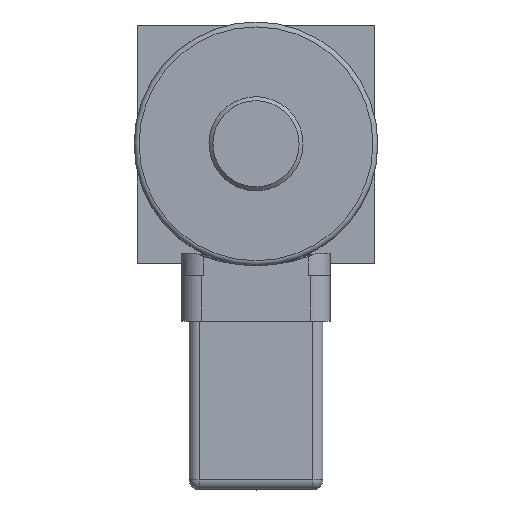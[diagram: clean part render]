
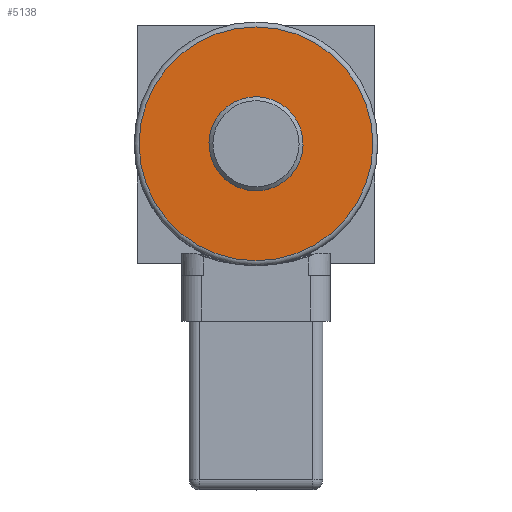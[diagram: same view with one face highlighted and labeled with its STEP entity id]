
A CAD part, top view. The second image highlights one B-rep face of the part: STEP entity #5138.
In plain terms, the highlighted planar face has unit normal (0, 0, 1).
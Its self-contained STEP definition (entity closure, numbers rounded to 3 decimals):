
#343=FACE_BOUND('',#949,.T.);
#610=FACE_OUTER_BOUND('',#948,.T.);
#948=EDGE_LOOP('',(#4144));
#949=EDGE_LOOP('',(#4145));
#1908=CIRCLE('',#5590,23.6);
#1909=CIRCLE('',#5591,8.8);
#2314=VERTEX_POINT('',#13497);
#2315=VERTEX_POINT('',#13499);
#2947=EDGE_CURVE('',#2314,#2314,#1908,.T.);
#2948=EDGE_CURVE('',#2315,#2315,#1909,.T.);
#4144=ORIENTED_EDGE('',*,*,#2947,.F.);
#4145=ORIENTED_EDGE('',*,*,#2948,.F.);
#4600=PLANE('',#5589);
#5138=ADVANCED_FACE('',(#610,#343),#4600,.T.);
#5589=AXIS2_PLACEMENT_3D('',#13496,#6753,#6754);
#5590=AXIS2_PLACEMENT_3D('',#13498,#6755,#6756);
#5591=AXIS2_PLACEMENT_3D('',#13500,#6757,#6758);
#6753=DIRECTION('center_axis',(0.,0.,
1.));
#6754=DIRECTION('ref_axis',(1.,0.,0.));
#6755=DIRECTION('center_axis',(0.,0.,
-1.));
#6756=DIRECTION('ref_axis',(0.,1.,0.));
#6757=DIRECTION('center_axis',(0.,0.,
1.));
#6758=DIRECTION('ref_axis',(-0.663,-0.748,0.));
#13496=CARTESIAN_POINT('Origin',(0.,14.825,103.));
#13497=CARTESIAN_POINT('',(0.,23.6,103.));
#13498=CARTESIAN_POINT('Origin',(0.,0.,
103.));
#13499=CARTESIAN_POINT('',(5.836,6.586,103.));
#13500=CARTESIAN_POINT('Origin',(0.,0.,
103.));
